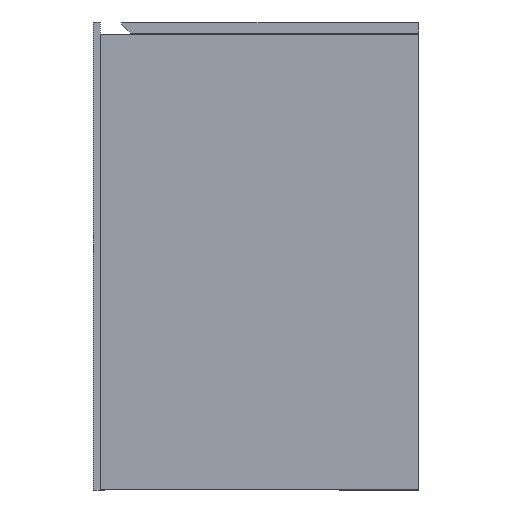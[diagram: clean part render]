
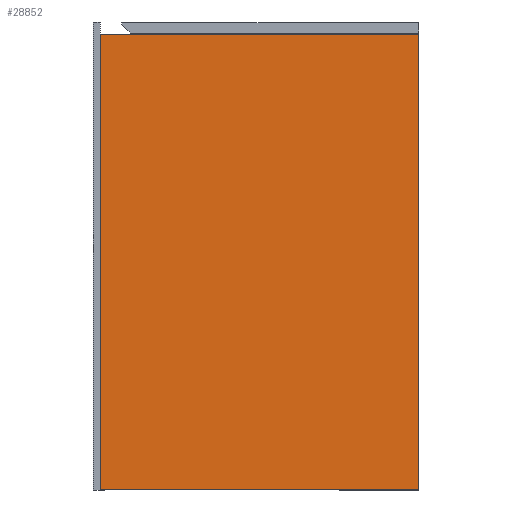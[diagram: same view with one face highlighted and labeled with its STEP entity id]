
A CAD part, left-side view. The second image highlights one B-rep face of the part: STEP entity #28852.
In plain terms, the highlighted planar face has unit normal (-1, 0, 0).
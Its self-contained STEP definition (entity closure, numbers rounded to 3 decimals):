
#7498 = DIRECTION ( 'NONE',  ( 0., 0., 1. ) ) ;
#8917 = VERTEX_POINT ( 'NONE', #36406 ) ;
#10299 = VERTEX_POINT ( 'NONE', #16937 ) ;
#11033 = VECTOR ( 'NONE', #48455, 1000. ) ;
#11910 = LINE ( 'NONE', #30179, #11033 ) ;
#14471 = CARTESIAN_POINT ( 'NONE',  ( 2., 909.337, -550. ) ) ;
#15743 = EDGE_LOOP ( 'NONE', ( #51626, #40429, #53129, #18064 ) ) ;
#16937 = CARTESIAN_POINT ( 'NONE',  ( 2., 0., -550. ) ) ;
#18064 = ORIENTED_EDGE ( 'NONE', *, *, #26183, .F. ) ;
#18727 = CARTESIAN_POINT ( 'NONE',  ( 2., 374., -15. ) ) ;
#19056 = LINE ( 'NONE', #37328, #22555 ) ;
#21255 = LINE ( 'NONE', #39524, #44435 ) ;
#22555 = VECTOR ( 'NONE', #55595, 1000. ) ;
#26183 = EDGE_CURVE ( 'NONE', #48572, #8917, #21255, .T. ) ;
#28852 = ADVANCED_FACE ( 'NONE', ( #37245 ), #55513, .F. ) ;
#30179 = CARTESIAN_POINT ( 'NONE',  ( 2., 0., -550. ) ) ;
#30259 = LINE ( 'NONE', #48533, #50260 ) ;
#32743 = DIRECTION ( 'NONE',  ( 1., 0., 0. ) ) ;
#33731 = CARTESIAN_POINT ( 'NONE',  ( 2., 374., -550. ) ) ;
#34076 = EDGE_CURVE ( 'NONE', #47950, #48572, #30259, .T. ) ;
#35305 = EDGE_CURVE ( 'NONE', #10299, #8917, #11910, .T. ) ;
#36406 = CARTESIAN_POINT ( 'NONE',  ( 2., 0., -15. ) ) ;
#37245 = FACE_OUTER_BOUND ( 'NONE', #15743, .T. ) ;
#37328 = CARTESIAN_POINT ( 'NONE',  ( 2., 909.337, -550. ) ) ;
#37896 = EDGE_CURVE ( 'NONE', #47950, #10299, #19056, .T. ) ;
#39524 = CARTESIAN_POINT ( 'NONE',  ( 2., 909.337, -15. ) ) ;
#40429 = ORIENTED_EDGE ( 'NONE', *, *, #37896, .T. ) ;
#44435 = VECTOR ( 'NONE', #57802, 1000. ) ;
#45435 = AXIS2_PLACEMENT_3D ( 'NONE', #14471, #32743, #51015 ) ;
#47950 = VERTEX_POINT ( 'NONE', #33731 ) ;
#48455 = DIRECTION ( 'NONE',  ( 0., 0., 1. ) ) ;
#48533 = CARTESIAN_POINT ( 'NONE',  ( 2., 374., -550. ) ) ;
#48572 = VERTEX_POINT ( 'NONE', #18727 ) ;
#50260 = VECTOR ( 'NONE', #7498, 1000. ) ;
#51015 = DIRECTION ( 'NONE',  ( 0., 0., -1. ) ) ;
#51626 = ORIENTED_EDGE ( 'NONE', *, *, #34076, .F. ) ;
#53129 = ORIENTED_EDGE ( 'NONE', *, *, #35305, .T. ) ;
#55513 = PLANE ( 'NONE',  #45435 ) ;
#55595 = DIRECTION ( 'NONE',  ( 0., -1., 0. ) ) ;
#57802 = DIRECTION ( 'NONE',  ( 0., -1., 0. ) ) ;
